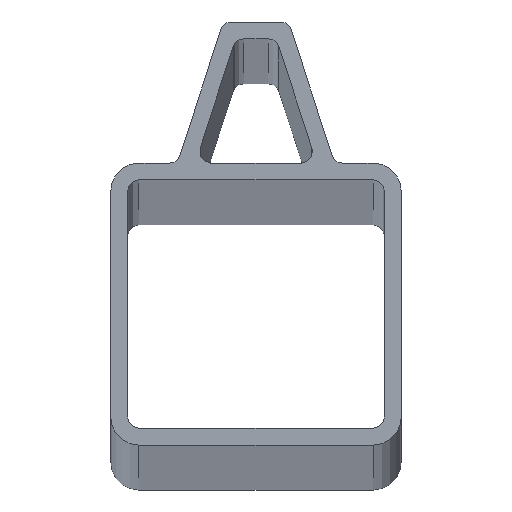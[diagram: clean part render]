
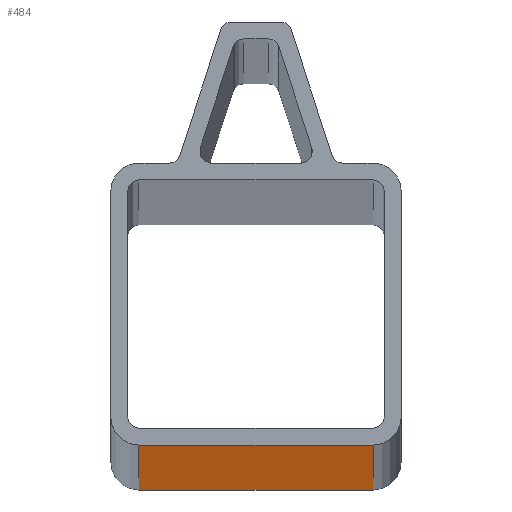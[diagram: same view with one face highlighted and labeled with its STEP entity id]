
A CAD part, top view. The second image highlights one B-rep face of the part: STEP entity #484.
In plain terms, the highlighted planar face has unit normal (0, -1, 0).
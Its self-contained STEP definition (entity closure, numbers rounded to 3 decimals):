
#5 = VERTEX_POINT ( 'NONE', #49 ) ;
#21 = LINE ( 'NONE', #35, #943 ) ;
#35 = CARTESIAN_POINT ( 'NONE',  ( -8.3, 0., 0. ) ) ;
#49 = CARTESIAN_POINT ( 'NONE',  ( -8.3, 0., -1825. ) ) ;
#94 = DIRECTION ( 'NONE',  ( 0., 0., 1. ) ) ;
#262 = VECTOR ( 'NONE', #535, 1000. ) ;
#265 = CARTESIAN_POINT ( 'NONE',  ( -8.3, 0., -1825. ) ) ;
#275 = ORIENTED_EDGE ( 'NONE', *, *, #923, .F. ) ;
#281 = CARTESIAN_POINT ( 'NONE',  ( -8.3, 0., -1825. ) ) ;
#310 = ORIENTED_EDGE ( 'NONE', *, *, #931, .T. ) ;
#360 = FACE_OUTER_BOUND ( 'NONE', #678, .T. ) ;
#440 = VECTOR ( 'NONE', #502, 1000. ) ;
#481 = VECTOR ( 'NONE', #94, 1000. ) ;
#484 = ADVANCED_FACE ( 'NONE', ( #360 ), #744, .T. ) ;
#494 = LINE ( 'NONE', #1070, #440 ) ;
#502 = DIRECTION ( 'NONE',  ( 1., 0., 0. ) ) ;
#535 = DIRECTION ( 'NONE',  ( 0., 0., 1. ) ) ;
#542 = CARTESIAN_POINT ( 'NONE',  ( 8.3, 0., -1825. ) ) ;
#568 = AXIS2_PLACEMENT_3D ( 'NONE', #265, #1197, #723 ) ;
#608 = VERTEX_POINT ( 'NONE', #918 ) ;
#657 = CARTESIAN_POINT ( 'NONE',  ( 8.3, 0., -1825. ) ) ;
#665 = LINE ( 'NONE', #542, #262 ) ;
#678 = EDGE_LOOP ( 'NONE', ( #824, #275, #852, #310 ) ) ;
#723 = DIRECTION ( 'NONE',  ( 0., 0., -1. ) ) ;
#744 = PLANE ( 'NONE',  #568 ) ;
#751 = CARTESIAN_POINT ( 'NONE',  ( 8.3, 0., 0. ) ) ;
#754 = EDGE_CURVE ( 'NONE', #5, #970, #494, .T. ) ;
#795 = DIRECTION ( 'NONE',  ( 1., 0., 0. ) ) ;
#824 = ORIENTED_EDGE ( 'NONE', *, *, #870, .F. ) ;
#852 = ORIENTED_EDGE ( 'NONE', *, *, #754, .T. ) ;
#870 = EDGE_CURVE ( 'NONE', #608, #1221, #21, .T. ) ;
#918 = CARTESIAN_POINT ( 'NONE',  ( -8.3, 0., 0. ) ) ;
#923 = EDGE_CURVE ( 'NONE', #5, #608, #1140, .T. ) ;
#931 = EDGE_CURVE ( 'NONE', #970, #1221, #665, .T. ) ;
#943 = VECTOR ( 'NONE', #795, 1000. ) ;
#970 = VERTEX_POINT ( 'NONE', #657 ) ;
#1070 = CARTESIAN_POINT ( 'NONE',  ( -8.3, 0., -1825. ) ) ;
#1140 = LINE ( 'NONE', #281, #481 ) ;
#1197 = DIRECTION ( 'NONE',  ( 0., -1., 0. ) ) ;
#1221 = VERTEX_POINT ( 'NONE', #751 ) ;
